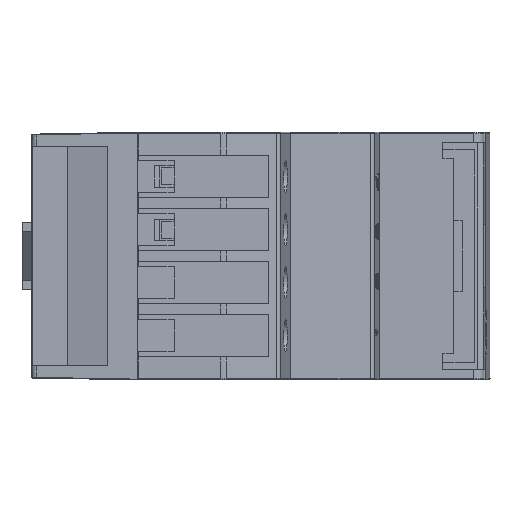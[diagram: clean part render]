
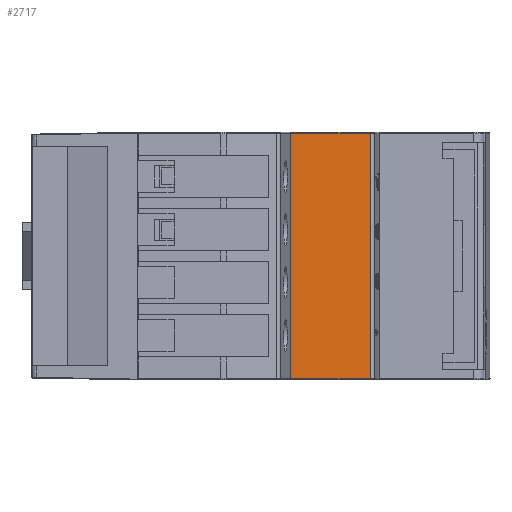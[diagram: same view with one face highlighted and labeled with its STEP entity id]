
A CAD part, front view. The second image highlights one B-rep face of the part: STEP entity #2717.
In plain terms, the highlighted planar face has unit normal (0.043, -0.999, 0).
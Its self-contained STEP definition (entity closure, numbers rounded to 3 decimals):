
#2717=ADVANCED_FACE('',(#29557),#29559,.T.);
#29557=FACE_BOUND('',#29558,.T.);
#29558=EDGE_LOOP('',(#68554,#68555,#68556,#68557));
#29559=PLANE('',#29560);
#29560=AXIS2_PLACEMENT_3D('',#29561,#29562,#29563);
#29561=CARTESIAN_POINT('',(0.,-31.,0.));
#29562=DIRECTION('',(0.043,-0.999,0.));
#29563=DIRECTION('',(0.999,0.043,0.));
#68554=ORIENTED_EDGE('',*,*,#75620,.T.);
#68555=ORIENTED_EDGE('',*,*,#75464,.F.);
#68556=ORIENTED_EDGE('',*,*,#75897,.F.);
#68557=ORIENTED_EDGE('',*,*,#75477,.T.);
#75464=EDGE_CURVE('',#80205,#80208,#80210,.T.);
#75477=EDGE_CURVE('',#80224,#80221,#80225,.T.);
#75620=EDGE_CURVE('',#80221,#80208,#80437,.T.);
#75897=EDGE_CURVE('',#80224,#80205,#80874,.T.);
#80205=VERTEX_POINT('',#88904);
#80208=VERTEX_POINT('',#88912);
#80210=LINE('',#88917,#88918);
#80221=VERTEX_POINT('',#88960);
#80224=VERTEX_POINT('',#88969);
#80225=LINE('',#88970,#88971);
#80437=LINE('',#89779,#89780);
#80874=LINE('',#90806,#90807);
#88904=CARTESIAN_POINT('',(0.,-31.,34.85));
#88912=CARTESIAN_POINT('',(11.224,-30.522,34.85));
#88917=CARTESIAN_POINT('',(0.,-31.,34.85));
#88918=VECTOR('',#88919,1.);
#88919=DIRECTION('',(0.999,0.043,0.));
#88960=CARTESIAN_POINT('',(11.224,-30.522,0.15));
#88969=CARTESIAN_POINT('',(0.,-31.,0.15));
#88970=CARTESIAN_POINT('',(0.,-31.,0.15));
#88971=VECTOR('',#88972,1.);
#88972=DIRECTION('',(0.999,0.043,0.));
#89779=CARTESIAN_POINT('',(11.224,-30.522,0.15));
#89780=VECTOR('',#89781,1.);
#89781=DIRECTION('',(0.,0.,1.));
#90806=CARTESIAN_POINT('',(0.,-31.,0.15));
#90807=VECTOR('',#90808,1.);
#90808=DIRECTION('',(0.,0.,1.));
